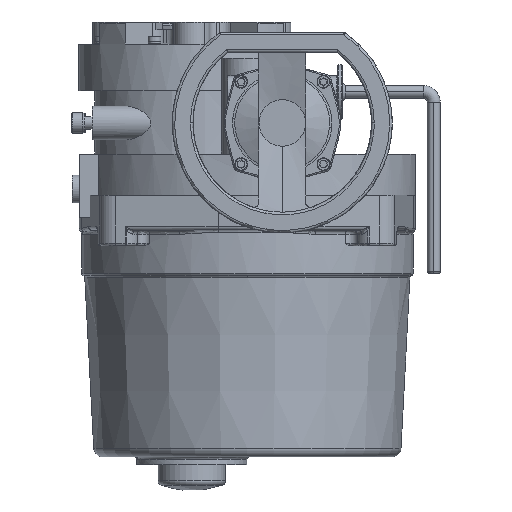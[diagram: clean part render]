
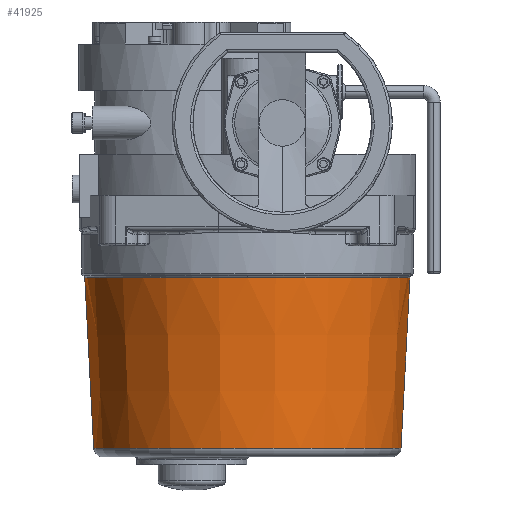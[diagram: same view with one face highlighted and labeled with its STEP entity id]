
A CAD part, front view. The second image highlights one B-rep face of the part: STEP entity #41925.
In plain terms, the highlighted conical face has half-angle 3 degrees and reference radius 125.597 mm.
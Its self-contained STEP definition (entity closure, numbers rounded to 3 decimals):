
#876 = DIRECTION ( 'NONE',  ( 0., 0., 1. ) ) ;
#1289 = DIRECTION ( 'NONE',  ( 0.052, 0., 0.999 ) ) ;
#2232 = AXIS2_PLACEMENT_3D ( 'NONE', #41674, #46175, #13215 ) ;
#3120 = FACE_OUTER_BOUND ( 'NONE', #11723, .T. ) ;
#3602 = VERTEX_POINT ( 'NONE', #8090 ) ;
#4727 = CARTESIAN_POINT ( 'NONE',  ( -82.597, -38., -197.564 ) ) ;
#4963 = CARTESIAN_POINT ( 'NONE',  ( 168.597, -38., -197.564 ) ) ;
#7280 = CIRCLE ( 'NONE', #28017, 125.597 ) ;
#7388 = LINE ( 'NONE', #23855, #41472 ) ;
#8090 = CARTESIAN_POINT ( 'NONE',  ( 43., -163.597, -197.564 ) ) ;
#10602 = VERTEX_POINT ( 'NONE', #4727 ) ;
#10702 = CARTESIAN_POINT ( 'NONE',  ( -75.689, -38., -329.366 ) ) ;
#11001 = AXIS2_PLACEMENT_3D ( 'NONE', #18185, #44663, #24131 ) ;
#11632 = EDGE_CURVE ( 'NONE', #27417, #22026, #30533, .T. ) ;
#11723 = EDGE_LOOP ( 'NONE', ( #12190, #27283, #44780, #44855, #26438 ) ) ;
#11951 = CIRCLE ( 'NONE', #13968, 118.689 ) ;
#12190 = ORIENTED_EDGE ( 'NONE', *, *, #29254, .F. ) ;
#13215 = DIRECTION ( 'NONE',  ( 1., 0., 0. ) ) ;
#13592 = CARTESIAN_POINT ( 'NONE',  ( 161.689, -38., -329.366 ) ) ;
#13968 = AXIS2_PLACEMENT_3D ( 'NONE', #25587, #876, #20381 ) ;
#15033 = CIRCLE ( 'NONE', #11001, 125.597 ) ;
#18185 = CARTESIAN_POINT ( 'NONE',  ( 43., -38., -197.564 ) ) ;
#20381 = DIRECTION ( 'NONE',  ( 0., -1., 0. ) ) ;
#21658 = DIRECTION ( 'NONE',  ( -0.052, 0., 0.999 ) ) ;
#22026 = VERTEX_POINT ( 'NONE', #4963 ) ;
#23855 = CARTESIAN_POINT ( 'NONE',  ( -82.597, -38., -197.564 ) ) ;
#24131 = DIRECTION ( 'NONE',  ( 0., -1., 0. ) ) ;
#25587 = CARTESIAN_POINT ( 'NONE',  ( 43., -38., -329.366 ) ) ;
#26438 = ORIENTED_EDGE ( 'NONE', *, *, #44002, .T. ) ;
#26817 = DIRECTION ( 'NONE',  ( 0., 0., -1. ) ) ;
#27283 = ORIENTED_EDGE ( 'NONE', *, *, #34424, .T. ) ;
#27417 = VERTEX_POINT ( 'NONE', #13592 ) ;
#28017 = AXIS2_PLACEMENT_3D ( 'NONE', #33704, #26817, #39773 ) ;
#29254 = EDGE_CURVE ( 'NONE', #39890, #10602, #7388, .T. ) ;
#30152 = CONICAL_SURFACE ( 'NONE', #2232, 125.597, 0.052 ) ;
#30533 = LINE ( 'NONE', #45774, #39883 ) ;
#33704 = CARTESIAN_POINT ( 'NONE',  ( 43., -38., -197.564 ) ) ;
#34424 = EDGE_CURVE ( 'NONE', #39890, #27417, #11951, .T. ) ;
#36703 = EDGE_CURVE ( 'NONE', #22026, #3602, #7280, .T. ) ;
#39773 = DIRECTION ( 'NONE',  ( 0., -1., 0. ) ) ;
#39883 = VECTOR ( 'NONE', #1289, 1000. ) ;
#39890 = VERTEX_POINT ( 'NONE', #10702 ) ;
#41472 = VECTOR ( 'NONE', #21658, 1000. ) ;
#41674 = CARTESIAN_POINT ( 'NONE',  ( 43., -38., -197.564 ) ) ;
#41925 = ADVANCED_FACE ( 'NONE', ( #3120 ), #30152, .T. ) ;
#44002 = EDGE_CURVE ( 'NONE', #3602, #10602, #15033, .T. ) ;
#44663 = DIRECTION ( 'NONE',  ( 0., 0., -1. ) ) ;
#44780 = ORIENTED_EDGE ( 'NONE', *, *, #11632, .T. ) ;
#44855 = ORIENTED_EDGE ( 'NONE', *, *, #36703, .T. ) ;
#45774 = CARTESIAN_POINT ( 'NONE',  ( 168.597, -38., -197.564 ) ) ;
#46175 = DIRECTION ( 'NONE',  ( 0., 0., 1. ) ) ;
